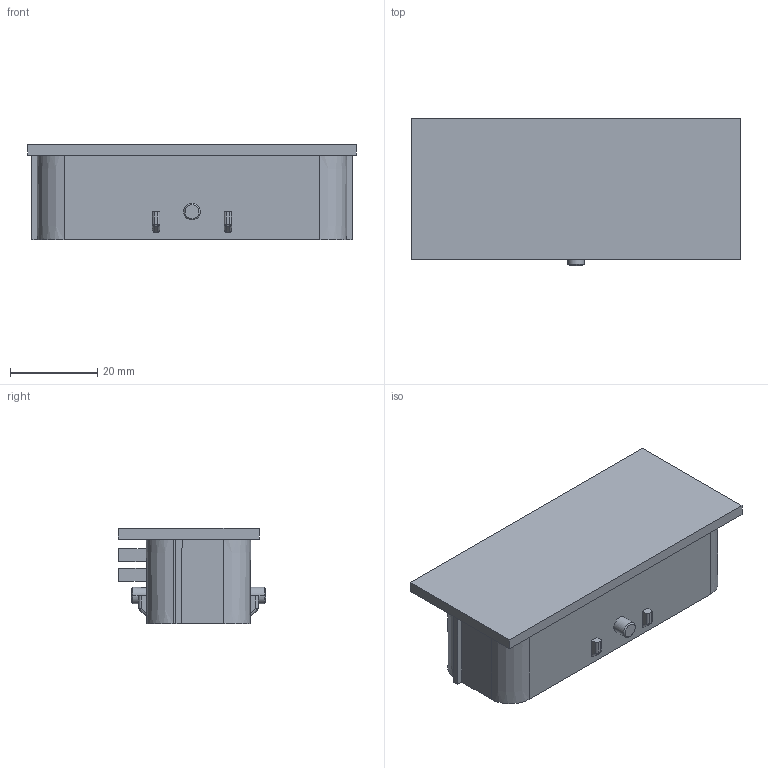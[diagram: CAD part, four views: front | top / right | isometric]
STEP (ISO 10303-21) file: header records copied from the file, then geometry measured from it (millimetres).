
FILE_DESCRIPTION(('CoCreate Modeling STEP Export'),'2;1');
FILE_NAME('999-S-038-3-Z01_pol-A.stp','2012-01-30T13:35:38',(''),(''),'CoCreate Modeling STEP processor for AP214 (Solid Model)','CoCreate Modeling 17.0B 09-Oct-2010 (C) Parametric Technology GmbH','');
FILE_SCHEMA(('AUTOMOTIVE_DESIGN { 1 0 10303 214 1 1 1 1 }'));
Length unit declared in the file: millimetre
Products named in the file (33): 31187-9100; cat0pin_r1.11; 31187-9200; cat0pin_r3.10; 31187-9400; 31187-9601; 31187-9602; 31187-9603; 31187-9604; cat0pin_r1.10; cat0pin_r1.2; cat0pin_r1.3; cat0pin_r1.4; cat0pin_r1.5; cat0pin_r1.6; cat0pin_r1.7; cat0pin_r1.8; cat0pin_r1.9; cat0pin_r3.11; cat0pin_r3.12; cat0pin_r3.2; cat0pin_r3.3; cat0pin_r3.4; cat0pin_r3.5; cat0pin_r3.6; cat0pin_r3.7; cat0pin_r3.8; cat0pin_r3.9
Assembly tree (28 placements, depth 2):
  31187-9100
    31187-9100
  31187-9200
    cat0pin_r1.11
  31187-9400
    cat0pin_r3.10
  31187-9601
    31187-9601
  31187-9602
    31187-9601
Bounding box: 75.2 x 33.62 x 21.8 mm (x, y, z)
Volume: 12371.8 mm3; surface area: 13592 mm2
Topology: 28 solids, 28 shells, 1243 faces, 3388 edges, 2226 vertices
Faces by surface type: plane 1057, cylinder 138, torus 28, cone 12, sphere 8
Entity records: 32764 total; most frequent: CARTESIAN_POINT 5984, ORIENTED_EDGE 5632, DIRECTION 5088, EDGE_CURVE 2816, VECTOR 2576, LINE 2576, VERTEX_POINT 1850, AXIS2_PLACEMENT_3D 1256
